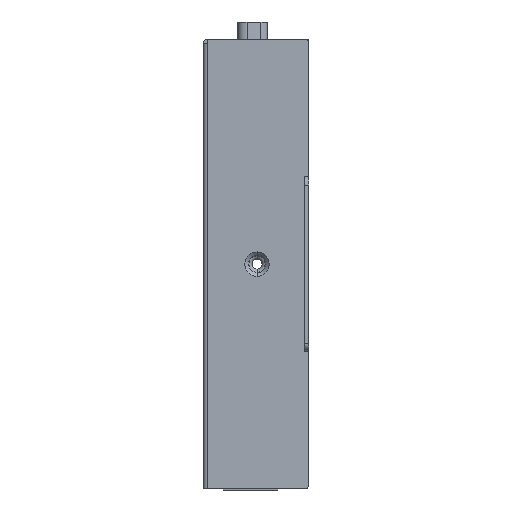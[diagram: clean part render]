
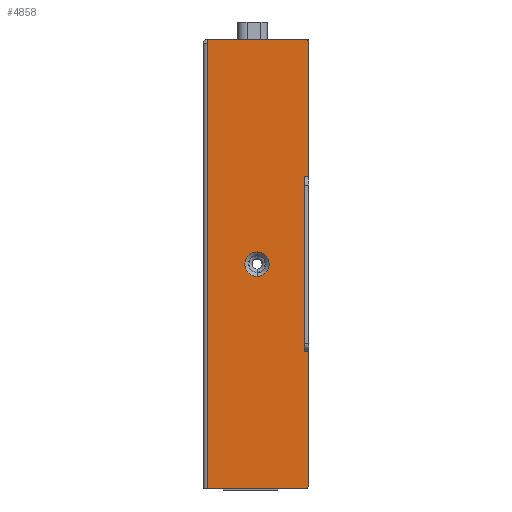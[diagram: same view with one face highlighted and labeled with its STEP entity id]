
A CAD part, left-side view. The second image highlights one B-rep face of the part: STEP entity #4858.
In plain terms, the highlighted planar face has unit normal (-1, 0, 0).
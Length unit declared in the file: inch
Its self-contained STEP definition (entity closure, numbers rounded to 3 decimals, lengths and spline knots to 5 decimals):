
#220=DIRECTION('',(0.,1.,0.));
#221=VECTOR('',#220,0.94488);
#222=CARTESIAN_POINT('',(-1.51575,0.03937,2.18504));
#223=LINE('',#222,#221);
#224=CARTESIAN_POINT('',(-1.51575,0.03937,2.14567));
#225=DIRECTION('',(-1.,0.,0.));
#226=DIRECTION('',(0.,-1.,0.));
#227=AXIS2_PLACEMENT_3D('',#224,#225,#226);
#229=DIRECTION('',(0.,0.,1.));
#230=VECTOR('',#229,1.29921);
#231=CARTESIAN_POINT('',(-1.51575,0.,0.84646));
#232=LINE('',#231,#230);
#233=DIRECTION('',(0.,-1.,0.));
#234=VECTOR('',#233,0.03937);
#235=CARTESIAN_POINT('',(-1.51575,0.03937,
0.84646));
#236=LINE('',#235,#234);
#237=DIRECTION('',(0.,1.,0.));
#238=VECTOR('',#237,0.03937);
#239=CARTESIAN_POINT('',(-1.51575,0.,-0.84646));
#240=LINE('',#239,#238);
#241=DIRECTION('',(0.,0.,1.));
#242=VECTOR('',#241,1.29921);
#243=CARTESIAN_POINT('',(-1.51575,0.,-2.14567));
#244=LINE('',#243,#242);
#245=CARTESIAN_POINT('',(-1.51575,0.03937,
-2.14567));
#246=DIRECTION('',(-1.,0.,0.));
#247=DIRECTION('',(0.,0.,-1.));
#248=AXIS2_PLACEMENT_3D('',#245,#246,#247);
#250=DIRECTION('',(0.,-1.,0.));
#251=VECTOR('',#250,0.94488);
#252=CARTESIAN_POINT('',(-1.51575,0.98425,
-2.18504));
#253=LINE('',#252,#251);
#254=DIRECTION('',(0.,0.,-1.));
#255=VECTOR('',#254,0.03937);
#256=CARTESIAN_POINT('',(-1.51575,0.98425,2.18504));
#257=LINE('',#256,#255);
#258=CARTESIAN_POINT('',(-1.51574,0.50197,0.));
#259=DIRECTION('',(1.,0.,0.));
#260=DIRECTION('',(0.,0.,1.));
#261=AXIS2_PLACEMENT_3D('',#258,#259,#260);
#263=CARTESIAN_POINT('',(-1.51574,0.50197,0.));
#264=DIRECTION('',(1.,0.,0.));
#265=DIRECTION('',(0.,0.,-1.));
#266=AXIS2_PLACEMENT_3D('',#263,#264,#265);
#281=DIRECTION('',(0.,0.,-1.));
#282=VECTOR('',#281,1.69291);
#283=CARTESIAN_POINT('',(-1.51575,0.03937,
0.84646));
#284=LINE('',#283,#282);
#530=DIRECTION('',(0.,0.,1.));
#531=VECTOR('',#530,4.33071);
#532=CARTESIAN_POINT('',(-1.51575,0.98425,
-2.18504));
#533=LINE('',#532,#531);
#4021=CARTESIAN_POINT('',(-1.51575,0.03937,
-0.84646));
#4023=VERTEX_POINT('',#4021);
#4025=CARTESIAN_POINT('',(-1.51575,0.03937,
2.18504));
#4026=CARTESIAN_POINT('',(-1.51575,0.98425,
2.18504));
#4027=VERTEX_POINT('',#4025);
#4028=VERTEX_POINT('',#4026);
#4035=CARTESIAN_POINT('',(-1.51575,0.03937,
0.84646));
#4036=VERTEX_POINT('',#4035);
#4037=CARTESIAN_POINT('',(-1.51574,0.50197,
-0.11812));
#4039=VERTEX_POINT('',#4037);
#4041=CARTESIAN_POINT('',(-1.51574,0.50197,
0.11812));
#4042=VERTEX_POINT('',#4041);
#4043=CARTESIAN_POINT('',(-1.51575,0.98425,
2.14567));
#4044=VERTEX_POINT('',#4043);
#4045=CARTESIAN_POINT('',(-1.51575,0.,2.14567));
#4046=VERTEX_POINT('',#4045);
#4057=CARTESIAN_POINT('',(-1.51575,0.98425,
-2.18504));
#4058=VERTEX_POINT('',#4057);
#4059=CARTESIAN_POINT('',(-1.51575,0.,0.84646));
#4060=VERTEX_POINT('',#4059);
#4073=CARTESIAN_POINT('',(-1.51575,0.,-0.84646));
#4074=VERTEX_POINT('',#4073);
#4079=CARTESIAN_POINT('',(-1.51575,0.03937,
-2.18504));
#4080=VERTEX_POINT('',#4079);
#4101=CARTESIAN_POINT('',(-1.51575,0.,-2.14567));
#4102=VERTEX_POINT('',#4101);
#4828=CARTESIAN_POINT('',(-1.51575,0.98425,
2.14567));
#4829=DIRECTION('',(1.,0.,0.));
#4830=DIRECTION('',(0.,0.,1.));
#4831=AXIS2_PLACEMENT_3D('',#4828,#4829,#4830);
#4832=PLANE('',#4831);
#4833=ORIENTED_EDGE('',*,*,#4794,.F.);
#4834=ORIENTED_EDGE('',*,*,#4807,.F.);
#4835=ORIENTED_EDGE('',*,*,#4819,.F.);
#4837=ORIENTED_EDGE('',*,*,#4836,.F.);
#4839=ORIENTED_EDGE('',*,*,#4838,.T.);
#4841=ORIENTED_EDGE('',*,*,#4840,.F.);
#4843=ORIENTED_EDGE('',*,*,#4842,.F.);
#4845=ORIENTED_EDGE('',*,*,#4844,.F.);
#4846=ORIENTED_EDGE('',*,*,#4729,.F.);
#4848=ORIENTED_EDGE('',*,*,#4847,.T.);
#4849=ORIENTED_EDGE('',*,*,#4778,.F.);
#4850=EDGE_LOOP('',(#4833,#4834,#4835,#4837,#4839,#4841,#4843,#4845,#4846,#4848,
#4849));
#4851=FACE_OUTER_BOUND('',#4850,.F.);
#4853=ORIENTED_EDGE('',*,*,#4852,.F.);
#4855=ORIENTED_EDGE('',*,*,#4854,.F.);
#4856=EDGE_LOOP('',(#4853,#4855));
#4857=FACE_BOUND('',#4856,.F.);
#4858=ADVANCED_FACE('',(#4851,#4857),#4832,.F.);
#228=CIRCLE('',#227,0.03937);
#249=CIRCLE('',#248,0.03937);
#262=CIRCLE('',#261,0.11812);
#267=CIRCLE('',#266,0.11812);
#4729=EDGE_CURVE('',#4058,#4080,#253,.T.);
#4778=EDGE_CURVE('',#4028,#4044,#257,.T.);
#4794=EDGE_CURVE('',#4027,#4028,#223,.T.);
#4807=EDGE_CURVE('',#4046,#4027,#228,.T.);
#4819=EDGE_CURVE('',#4060,#4046,#232,.T.);
#4836=EDGE_CURVE('',#4036,#4060,#236,.T.);
#4838=EDGE_CURVE('',#4036,#4023,#284,.T.);
#4840=EDGE_CURVE('',#4074,#4023,#240,.T.);
#4842=EDGE_CURVE('',#4102,#4074,#244,.T.);
#4844=EDGE_CURVE('',#4080,#4102,#249,.T.);
#4847=EDGE_CURVE('',#4058,#4044,#533,.T.);
#4852=EDGE_CURVE('',#4042,#4039,#262,.T.);
#4854=EDGE_CURVE('',#4039,#4042,#267,.T.);
